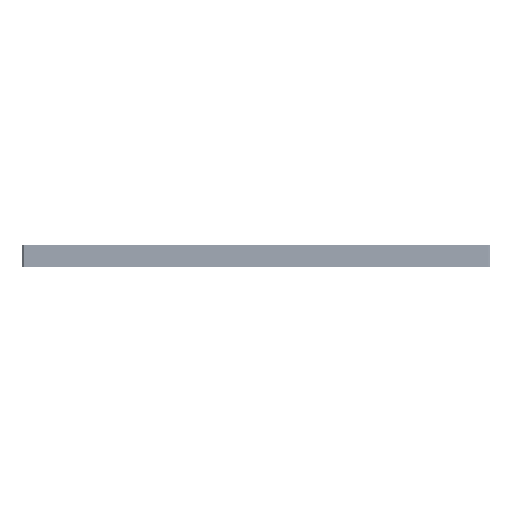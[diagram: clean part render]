
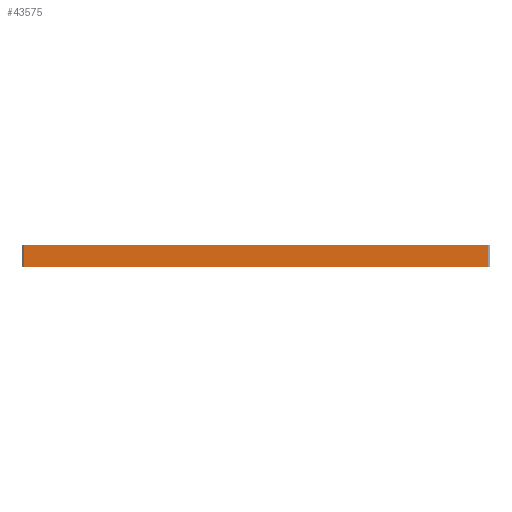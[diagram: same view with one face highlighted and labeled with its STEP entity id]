
A CAD part, left-side view. The second image highlights one B-rep face of the part: STEP entity #43575.
In plain terms, the highlighted planar face has unit normal (-1, 0, 0).
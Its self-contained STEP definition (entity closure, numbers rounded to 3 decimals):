
#4875=FACE_OUTER_BOUND('',#9649,.T.);
#9649=EDGE_LOOP('',(#32859,#32860,#32861,#32862));
#13486=LINE('',#68384,#15455);
#13493=LINE('',#70284,#15462);
#13502=LINE('',#72244,#15471);
#13503=LINE('',#72246,#15472);
#15455=VECTOR('',#53151,0.394);
#15462=VECTOR('',#55050,0.394);
#15471=VECTOR('',#56953,0.394);
#15472=VECTOR('',#56956,0.394);
#21209=VERTEX_POINT('',#68381);
#21210=VERTEX_POINT('',#68383);
#22156=VERTEX_POINT('',#70281);
#22157=VERTEX_POINT('',#70283);
#25103=EDGE_CURVE('',#21209,#21210,#13486,.T.);
#26053=EDGE_CURVE('',#22157,#22156,#13493,.T.);
#27010=EDGE_CURVE('',#22156,#21210,#13502,.T.);
#27011=EDGE_CURVE('',#22157,#21209,#13503,.T.);
#32859=ORIENTED_EDGE('',*,*,#27010,.T.);
#32860=ORIENTED_EDGE('',*,*,#25103,.F.);
#32861=ORIENTED_EDGE('',*,*,#27011,.F.);
#32862=ORIENTED_EDGE('',*,*,#26053,.T.);
#42616=PLANE('',#48394);
#43575=ADVANCED_FACE('',(#4875),#42616,.T.);
#48394=AXIS2_PLACEMENT_3D('',#72245,#56954,#56955);
#53151=DIRECTION('',(0.,0.,-1.));
#55050=DIRECTION('',(0.,0.,-1.));
#56953=DIRECTION('',(0.,-1.,0.));
#56954=DIRECTION('center_axis',(-1.,0.,0.));
#56955=DIRECTION('ref_axis',(0.,0.,1.));
#56956=DIRECTION('',(0.,-1.,0.));
#68381=CARTESIAN_POINT('',(-20.,-0.15,9.917));
#68383=CARTESIAN_POINT('',(-20.,-0.15,-9.847));
#68384=CARTESIAN_POINT('',(-20.,-0.15,-10.));
#70281=CARTESIAN_POINT('',(-20.,0.8,-9.847));
#70283=CARTESIAN_POINT('',(-20.,0.8,9.917));
#70284=CARTESIAN_POINT('',(-20.,0.8,-10.));
#72244=CARTESIAN_POINT('',(-20.,0.,-9.847));
#72245=CARTESIAN_POINT('Origin',(-20.,0.,-10.));
#72246=CARTESIAN_POINT('',(-20.,0.,9.917));
